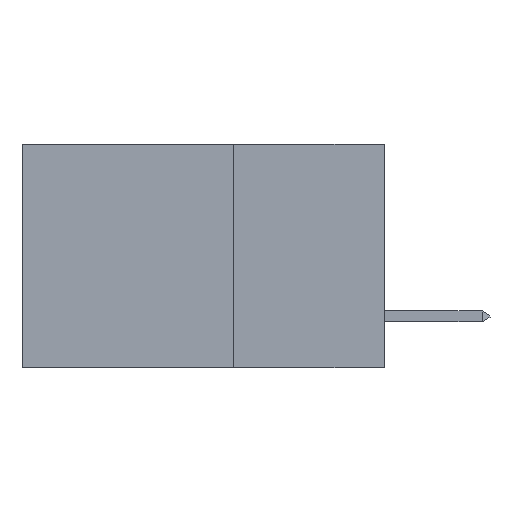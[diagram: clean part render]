
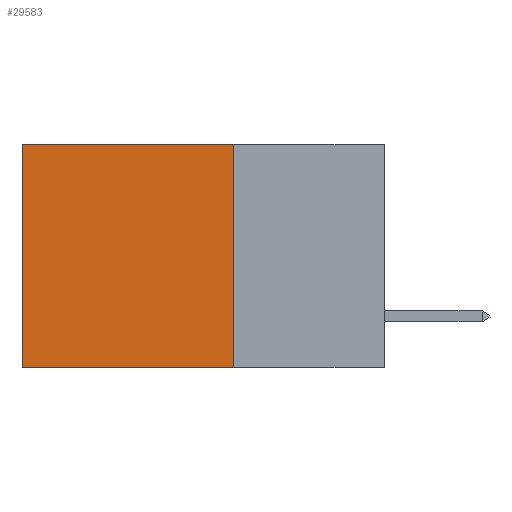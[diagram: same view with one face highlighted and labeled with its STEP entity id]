
A CAD part, left-side view. The second image highlights one B-rep face of the part: STEP entity #29583.
In plain terms, the highlighted planar face has unit normal (-1, 0, 0).
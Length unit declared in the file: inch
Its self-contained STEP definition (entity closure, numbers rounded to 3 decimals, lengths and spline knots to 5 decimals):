
#290 = PLANE ( 'NONE',  #25480 ) ;
#1572 = FACE_OUTER_BOUND ( 'NONE', #4995, .T. ) ;
#2063 = EDGE_CURVE ( 'NONE', #5225, #20569, #11585, .T. ) ;
#2567 = LINE ( 'NONE', #14322, #27549 ) ;
#2575 = VECTOR ( 'NONE', #29209, 39.37008 ) ;
#3724 = DIRECTION ( 'NONE',  ( 1., 0., 0. ) ) ;
#3783 = DIRECTION ( 'NONE',  ( 0., 0., -1. ) ) ;
#4995 = EDGE_LOOP ( 'NONE', ( #32530, #21397, #32904, #5141 ) ) ;
#5141 = ORIENTED_EDGE ( 'NONE', *, *, #24455, .T. ) ;
#5225 = VERTEX_POINT ( 'NONE', #24863 ) ;
#7110 = CARTESIAN_POINT ( 'NONE',  ( 0.2875, 0.6, 0. ) ) ;
#9780 = VECTOR ( 'NONE', #3783, 39.37008 ) ;
#11585 = LINE ( 'NONE', #7110, #16724 ) ;
#11809 = VERTEX_POINT ( 'NONE', #31891 ) ;
#13915 = VERTEX_POINT ( 'NONE', #22185 ) ;
#14053 = EDGE_CURVE ( 'NONE', #13915, #20569, #22422, .T. ) ;
#14322 = CARTESIAN_POINT ( 'NONE',  ( 0.2875, 0.25, 0. ) ) ;
#16724 = VECTOR ( 'NONE', #34084, 39.37008 ) ;
#19331 = CARTESIAN_POINT ( 'NONE',  ( 0.2875, 0.25, -0.37 ) ) ;
#20569 = VERTEX_POINT ( 'NONE', #22464 ) ;
#21397 = ORIENTED_EDGE ( 'NONE', *, *, #14053, .F. ) ;
#22185 = CARTESIAN_POINT ( 'NONE',  ( 0.2875, 0.25, -0.37 ) ) ;
#22422 = LINE ( 'NONE', #19331, #2575 ) ;
#22464 = CARTESIAN_POINT ( 'NONE',  ( 0.2875, 0.6, -0.37 ) ) ;
#23369 = CARTESIAN_POINT ( 'NONE',  ( 0.2875, 0.25, 0. ) ) ;
#24455 = EDGE_CURVE ( 'NONE', #11809, #5225, #2567, .T. ) ;
#24863 = CARTESIAN_POINT ( 'NONE',  ( 0.2875, 0.6, 0. ) ) ;
#25480 = AXIS2_PLACEMENT_3D ( 'NONE', #23369, #3724, #39325 ) ;
#26149 = LINE ( 'NONE', #36664, #9780 ) ;
#27549 = VECTOR ( 'NONE', #37607, 39.37008 ) ;
#27788 = EDGE_CURVE ( 'NONE', #11809, #13915, #26149, .T. ) ;
#29209 = DIRECTION ( 'NONE',  ( 0., 1., 0. ) ) ;
#29583 = ADVANCED_FACE ( 'NONE', ( #1572 ), #290, .F. ) ;
#31891 = CARTESIAN_POINT ( 'NONE',  ( 0.2875, 0.25, 0. ) ) ;
#32530 = ORIENTED_EDGE ( 'NONE', *, *, #2063, .T. ) ;
#32904 = ORIENTED_EDGE ( 'NONE', *, *, #27788, .F. ) ;
#34084 = DIRECTION ( 'NONE',  ( 0., 0., -1. ) ) ;
#36664 = CARTESIAN_POINT ( 'NONE',  ( 0.2875, 0.25, 0. ) ) ;
#37607 = DIRECTION ( 'NONE',  ( 0., 1., 0. ) ) ;
#39325 = DIRECTION ( 'NONE',  ( 0., 0., -1. ) ) ;
